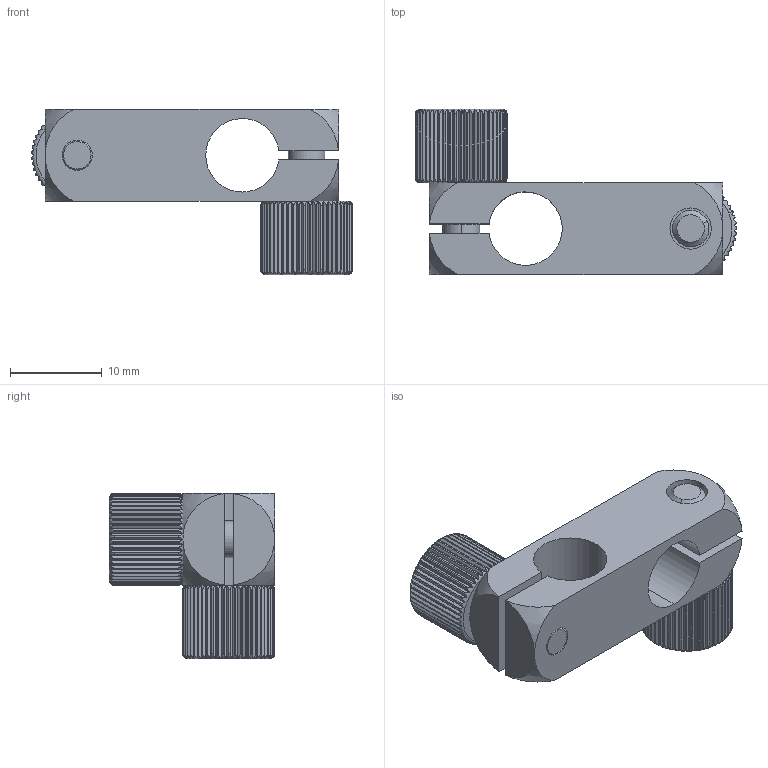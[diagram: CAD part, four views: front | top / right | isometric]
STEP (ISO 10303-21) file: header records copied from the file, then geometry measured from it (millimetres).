
FILE_DESCRIPTION (( 'STEP AP203' ), '1' );
FILE_NAME ('52CAP-1(M).STEP', '2016-04-28T06:25:35', ( '' ), ( '' ), 'SwSTEP 2.0', 'SolidWorks 2016', '' );
FILE_SCHEMA (( 'CONFIG_CONTROL_DESIGN' ));
Length unit declared in the file: millimetre
Products named in the file (1): 52CAP-1(M)
Bounding box: 34.99 x 18 x 18 mm (x, y, z)
Volume: 3266.9 mm3; surface area: 3229.5 mm2
Topology: 3 solids, 3 shells, 480 faces, 1404 edges, 932 vertices
Faces by surface type: cylinder 242, plane 218, sphere 8, torus 8, cone 4
Entity records: 20381 total; most frequent: CARTESIAN_POINT 8561, ORIENTED_EDGE 2808, DIRECTION 2010, EDGE_CURVE 1404, VERTEX_POINT 932, AXIS2_PLACEMENT_3D 773, B_SPLINE_CURVE_WITH_KNOTS 648, EDGE_LOOP 490
